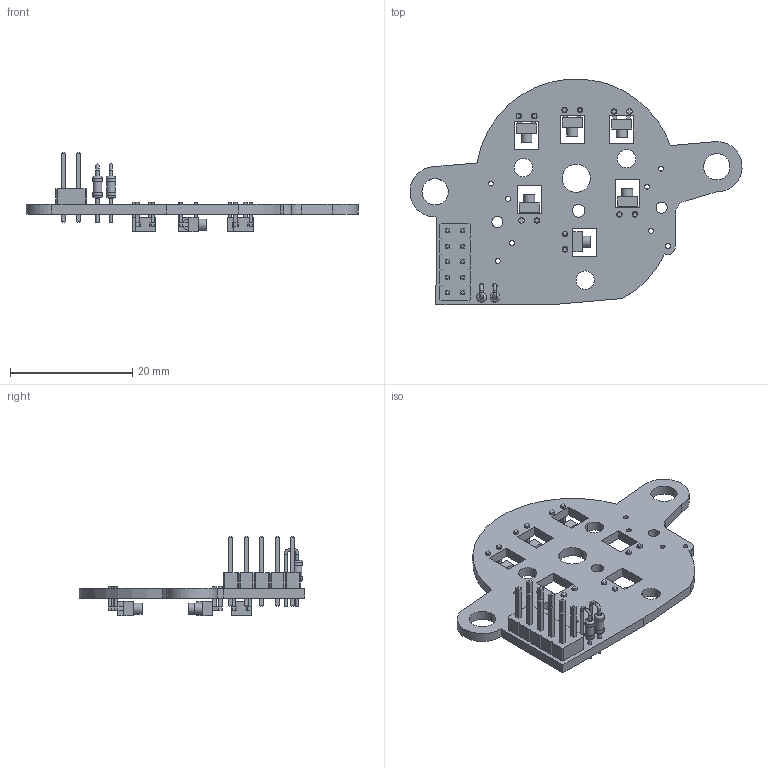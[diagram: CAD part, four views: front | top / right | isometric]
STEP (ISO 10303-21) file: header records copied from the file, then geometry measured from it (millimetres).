
FILE_DESCRIPTION(('KiCad electronic assembly'),'2;1');
FILE_NAME('BATT-PCB.step','2024-01-11T06:26:16',('Pcbnew'),('Kicad'), 'Open CASCADE STEP processor 7.6','KiCad to STEP converter','Unknown' );
FILE_SCHEMA(('AUTOMOTIVE_DESIGN { 1 0 10303 214 1 1 1 1 }'));
Length unit declared in the file: millimetre
Products named in the file (8): BATT-PCB 1; R_Axial_DIN0204_L3.6mm_D1.6mm_P1.90mm_Vertical; SOLID; PinHeader_2x05_P2.54mm_Vertical; LED_D1.8mm_W1.8mm_H2.4mm_Horizontal_O1.27mm_Z1.6mm; _autosave-BATT-PCB PCB
Assembly tree (13 placements, depth 3):
  BATT-PCB 1
    R_Axial_DIN0204_L3.6mm_D1.6mm_P1.90mm_Vertical  x2
      SOLID
    PinHeader_2x05_P2.54mm_Vertical
      SOLID
    LED_D1.8mm_W1.8mm_H2.4mm_Horizontal_O1.27mm_Z1.6mm  x6
      SOLID
    _autosave-BATT-PCB PCB
Bounding box: 54.41 x 36.98 x 13.09 mm (x, y, z)
Volume: 2115.3 mm3; surface area: 3858.2 mm2
Topology: 10 solids, 10 shells, 538 faces, 1252 edges, 780 vertices
Faces by surface type: bspline 440, cylinder 63, plane 35
Full cylindrical faces by diameter (mm): 0.7 x4, 0.8 x8, 0.9 x12, 1 x10, 2.087 x1, 4.305 x2
Entity records: 22638 total; most frequent: CARTESIAN_POINT 6604, B_SPLINE_CURVE_WITH_KNOTS 1766, ORIENTED_EDGE 1760, PCURVE 1760, DEFINITIONAL_REPRESENTATION 1760, DIRECTION 1190, EDGE_CURVE 880, SURFACE_CURVE 831
